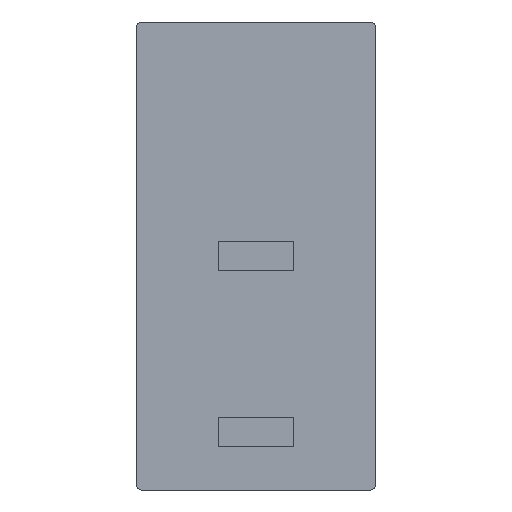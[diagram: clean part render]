
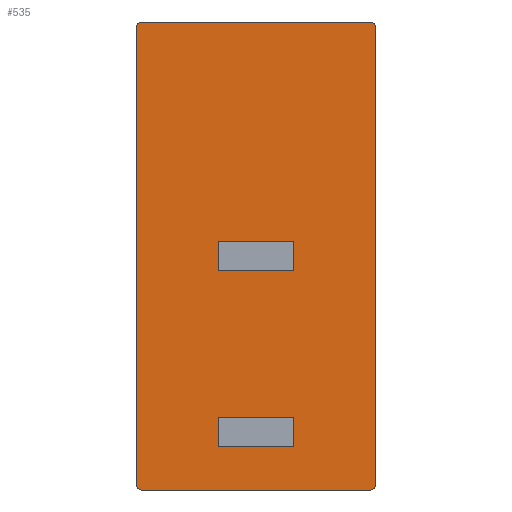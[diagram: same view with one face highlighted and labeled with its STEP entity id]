
A CAD part, front view. The second image highlights one B-rep face of the part: STEP entity #535.
In plain terms, the highlighted planar face has unit normal (0, -1, 0).
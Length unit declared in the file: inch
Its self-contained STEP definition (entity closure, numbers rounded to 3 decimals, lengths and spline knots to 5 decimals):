
#14=CIRCLE($,#560,0.00512);
#16=CIRCLE($,#564,0.00512);
#18=CIRCLE($,#568,0.00512);
#20=CIRCLE($,#572,0.00512);
#33=FACE_BOUND($,#89,.T.);
#34=FACE_BOUND($,#90,.T.);
#35=FACE_BOUND($,#91,.T.);
#89=EDGE_LOOP($,(#461,#462,#463,#464));
#90=EDGE_LOOP($,(#465,#466,#467,#468));
#91=EDGE_LOOP($,(#469,#470,#471,#472,#473,#474,#475,#476));
#107=LINE($,#746,#171);
#111=LINE($,#753,#175);
#115=LINE($,#761,#179);
#116=LINE($,#763,#180);
#131=LINE($,#795,#195);
#135=LINE($,#802,#199);
#139=LINE($,#810,#203);
#140=LINE($,#812,#204);
#145=LINE($,#827,#209);
#149=LINE($,#839,#213);
#153=LINE($,#851,#217);
#156=LINE($,#860,#220);
#171=VECTOR($,#602,0.079);
#175=VECTOR($,#608,0.031);
#179=VECTOR($,#616,0.031);
#180=VECTOR($,#619,0.079);
#195=VECTOR($,#644,0.079);
#199=VECTOR($,#650,0.031);
#203=VECTOR($,#658,0.031);
#204=VECTOR($,#661,0.079);
#209=VECTOR($,#674,0.24076);
#213=VECTOR($,#686,0.48176);
#217=VECTOR($,#698,0.24076);
#220=VECTOR($,#709,0.48176);
#231=VERTEX_POINT($,#743);
#232=VERTEX_POINT($,#745);
#233=VERTEX_POINT($,#749);
#236=VERTEX_POINT($,#759);
#247=VERTEX_POINT($,#792);
#248=VERTEX_POINT($,#794);
#249=VERTEX_POINT($,#798);
#252=VERTEX_POINT($,#808);
#255=VERTEX_POINT($,#817);
#256=VERTEX_POINT($,#819);
#258=VERTEX_POINT($,#825);
#260=VERTEX_POINT($,#831);
#262=VERTEX_POINT($,#837);
#264=VERTEX_POINT($,#843);
#266=VERTEX_POINT($,#849);
#268=VERTEX_POINT($,#855);
#283=EDGE_CURVE($,#232,#231,#107,.T.);
#287=EDGE_CURVE($,#233,#232,#111,.T.);
#291=EDGE_CURVE($,#231,#236,#115,.T.);
#292=EDGE_CURVE($,#236,#233,#116,.T.);
#307=EDGE_CURVE($,#248,#247,#131,.T.);
#311=EDGE_CURVE($,#249,#248,#135,.T.);
#315=EDGE_CURVE($,#247,#252,#139,.T.);
#316=EDGE_CURVE($,#252,#249,#140,.T.);
#319=EDGE_CURVE($,#255,#256,#14,.T.);
#323=EDGE_CURVE($,#258,#255,#145,.T.);
#326=EDGE_CURVE($,#260,#258,#16,.T.);
#329=EDGE_CURVE($,#262,#260,#149,.T.);
#332=EDGE_CURVE($,#264,#262,#18,.T.);
#335=EDGE_CURVE($,#266,#264,#153,.T.);
#338=EDGE_CURVE($,#268,#266,#20,.T.);
#340=EDGE_CURVE($,#256,#268,#156,.T.);
#461=ORIENTED_EDGE($,*,*,#283,.T.);
#462=ORIENTED_EDGE($,*,*,#291,.T.);
#463=ORIENTED_EDGE($,*,*,#292,.T.);
#464=ORIENTED_EDGE($,*,*,#287,.T.);
#465=ORIENTED_EDGE($,*,*,#307,.T.);
#466=ORIENTED_EDGE($,*,*,#315,.T.);
#467=ORIENTED_EDGE($,*,*,#316,.T.);
#468=ORIENTED_EDGE($,*,*,#311,.T.);
#469=ORIENTED_EDGE($,*,*,#340,.F.);
#470=ORIENTED_EDGE($,*,*,#319,.F.);
#471=ORIENTED_EDGE($,*,*,#323,.F.);
#472=ORIENTED_EDGE($,*,*,#326,.F.);
#473=ORIENTED_EDGE($,*,*,#329,.F.);
#474=ORIENTED_EDGE($,*,*,#332,.F.);
#475=ORIENTED_EDGE($,*,*,#335,.F.);
#476=ORIENTED_EDGE($,*,*,#338,.F.);
#507=PLANE($,#574);
#535=ADVANCED_FACE($,(#33,#34,#35),#507,.F.);
#560=AXIS2_PLACEMENT_3D($,#820,#667,#668);
#564=AXIS2_PLACEMENT_3D($,#833,#680,#681);
#568=AXIS2_PLACEMENT_3D($,#845,#692,#693);
#572=AXIS2_PLACEMENT_3D($,#857,#704,#705);
#574=AXIS2_PLACEMENT_3D($,#861,#710,#711);
#602=DIRECTION($,(-1.,0.,0.));
#608=DIRECTION($,(0.,0.,-1.));
#616=DIRECTION($,(0.,0.,1.));
#619=DIRECTION($,(1.,0.,0.));
#644=DIRECTION($,(-1.,0.,0.));
#650=DIRECTION($,(0.,0.,-1.));
#658=DIRECTION($,(0.,0.,1.));
#661=DIRECTION($,(1.,0.,0.));
#667=DIRECTION('center_axis',(0.,1.,0.));
#668=DIRECTION('ref_axis',(0.,0.,-1.));
#674=DIRECTION($,(-1.,0.,0.));
#680=DIRECTION('center_axis',(0.,1.,0.));
#681=DIRECTION('ref_axis',(1.,0.,0.));
#686=DIRECTION($,(0.,0.,-1.));
#692=DIRECTION('center_axis',(0.,1.,0.));
#693=DIRECTION('ref_axis',(0.,0.,1.));
#698=DIRECTION($,(1.,0.,0.));
#704=DIRECTION('center_axis',(0.,1.,0.));
#705=DIRECTION('ref_axis',(-1.,0.,0.));
#709=DIRECTION($,(0.,0.,1.));
#710=DIRECTION('center_axis',(0.,1.,0.));
#711=DIRECTION('ref_axis',(0.,0.,1.));
#743=CARTESIAN_POINT('',(-0.0395,0.,-0.0155));
#745=CARTESIAN_POINT('',(0.0395,0.,-0.0155));
#746=CARTESIAN_POINT($,(0.,0.,-0.0155));
#749=CARTESIAN_POINT('',(0.0395,0.,0.0155));
#753=CARTESIAN_POINT($,(0.0395,0.,0.));
#759=CARTESIAN_POINT('',(-0.0395,0.,0.0155));
#761=CARTESIAN_POINT($,(-0.0395,0.,0.));
#763=CARTESIAN_POINT($,(0.,0.,0.0155));
#792=CARTESIAN_POINT('',(-0.0395,0.,-0.2005));
#794=CARTESIAN_POINT('',(0.0395,0.,-0.2005));
#795=CARTESIAN_POINT($,(0.,0.,-0.2005));
#798=CARTESIAN_POINT('',(0.0395,0.,-0.1695));
#802=CARTESIAN_POINT($,(0.0395,0.,-0.0925));
#808=CARTESIAN_POINT('',(-0.0395,0.,-0.1695));
#810=CARTESIAN_POINT($,(-0.0395,0.,-0.0925));
#812=CARTESIAN_POINT($,(0.,0.,-0.1695));
#817=CARTESIAN_POINT('',(-0.12038,0.,-0.246));
#819=CARTESIAN_POINT('',(-0.1255,0.,-0.24088));
#820=CARTESIAN_POINT('Origin',(-0.12038,0.,-0.24088));
#825=CARTESIAN_POINT('',(0.12038,0.,-0.246));
#827=CARTESIAN_POINT($,(0.12038,0.,-0.246));
#831=CARTESIAN_POINT('',(0.1255,0.,-0.24088));
#833=CARTESIAN_POINT('Origin',(0.12038,0.,-0.24088));
#837=CARTESIAN_POINT('',(0.1255,0.,0.24088));
#839=CARTESIAN_POINT($,(0.1255,0.,0.24088));
#843=CARTESIAN_POINT('',(0.12038,0.,0.246));
#845=CARTESIAN_POINT('Origin',(0.12038,0.,0.24088));
#849=CARTESIAN_POINT('',(-0.12038,0.,0.246));
#851=CARTESIAN_POINT($,(-0.12038,0.,0.246));
#855=CARTESIAN_POINT('',(-0.1255,0.,0.24088));
#857=CARTESIAN_POINT('Origin',(-0.12038,0.,0.24088));
#860=CARTESIAN_POINT($,(-0.1255,0.,-0.24088));
#861=CARTESIAN_POINT('Origin',(0.,0.,0.));
